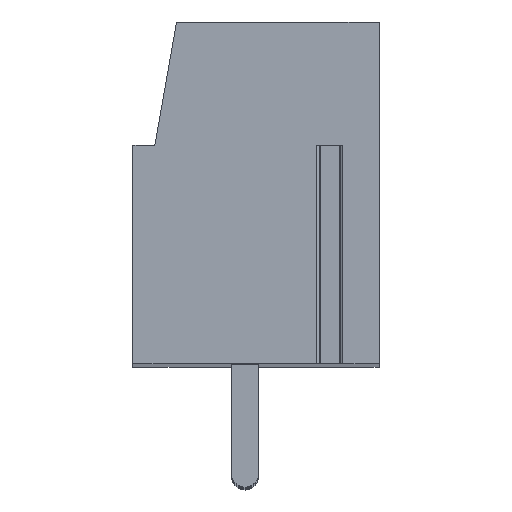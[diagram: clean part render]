
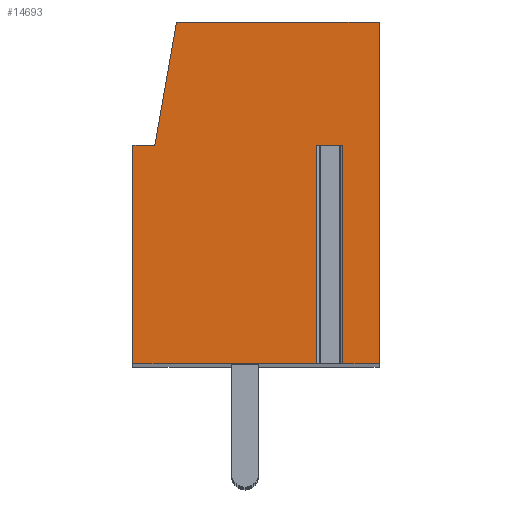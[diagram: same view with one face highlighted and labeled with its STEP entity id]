
A CAD part, top view. The second image highlights one B-rep face of the part: STEP entity #14693.
In plain terms, the highlighted planar face has unit normal (0, 0, 1).
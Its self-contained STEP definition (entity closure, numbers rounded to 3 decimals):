
#373=DIRECTION('',(-1.,0.,0.));
#374=VECTOR('',#373,0.958);
#375=CARTESIAN_POINT('',(3.179,1.75,62.5));
#376=LINE('',#375,#374);
#377=DIRECTION('',(0.,-1.,0.));
#378=VECTOR('',#377,8.);
#379=CARTESIAN_POINT('',(2.221,1.75,62.5));
#380=LINE('',#379,#378);
#381=DIRECTION('',(1.,0.,0.));
#382=VECTOR('',#381,6.721);
#383=CARTESIAN_POINT('',(-4.5,-6.25,62.5));
#384=LINE('',#383,#382);
#385=DIRECTION('',(0.,-1.,0.));
#386=VECTOR('',#385,8.);
#387=CARTESIAN_POINT('',(-4.5,1.75,62.5));
#388=LINE('',#387,#386);
#389=DIRECTION('',(-1.,0.,0.));
#390=VECTOR('',#389,0.8);
#391=CARTESIAN_POINT('',(-3.7,1.75,62.5));
#392=LINE('',#391,#390);
#393=DIRECTION('',(-0.174,-0.985,0.));
#394=VECTOR('',#393,4.569);
#395=CARTESIAN_POINT('',(-2.907,6.25,62.5));
#396=LINE('',#395,#394);
#397=DIRECTION('',(-1.,0.,0.));
#398=VECTOR('',#397,7.407);
#399=CARTESIAN_POINT('',(4.5,6.25,62.5));
#400=LINE('',#399,#398);
#401=DIRECTION('',(0.,1.,0.));
#402=VECTOR('',#401,12.5);
#403=CARTESIAN_POINT('',(4.5,-6.25,62.5));
#404=LINE('',#403,#402);
#405=DIRECTION('',(1.,0.,0.));
#406=VECTOR('',#405,1.321);
#407=CARTESIAN_POINT('',(3.179,-6.25,62.5));
#408=LINE('',#407,#406);
#409=DIRECTION('',(0.,-1.,0.));
#410=VECTOR('',#409,8.);
#411=CARTESIAN_POINT('',(3.179,1.75,62.5));
#412=LINE('',#411,#410);
#11264=CARTESIAN_POINT('',(4.5,-6.25,62.5));
#11265=CARTESIAN_POINT('',(4.5,6.25,62.5));
#11266=VERTEX_POINT('',#11264);
#11267=VERTEX_POINT('',#11265);
#11268=CARTESIAN_POINT('',(-2.907,6.25,62.5));
#11269=VERTEX_POINT('',#11268);
#11270=CARTESIAN_POINT('',(-3.7,1.75,62.5));
#11271=VERTEX_POINT('',#11270);
#11272=CARTESIAN_POINT('',(-4.5,1.75,62.5));
#11273=VERTEX_POINT('',#11272);
#11274=CARTESIAN_POINT('',(-4.5,-6.25,62.5));
#11275=VERTEX_POINT('',#11274);
#11320=CARTESIAN_POINT('',(3.179,1.75,62.5));
#11321=CARTESIAN_POINT('',(2.221,1.75,62.5));
#11322=VERTEX_POINT('',#11320);
#11323=VERTEX_POINT('',#11321);
#11324=CARTESIAN_POINT('',(3.179,-6.25,62.5));
#11325=VERTEX_POINT('',#11324);
#11326=CARTESIAN_POINT('',(2.221,-6.25,62.5));
#11327=VERTEX_POINT('',#11326);
#14669=CARTESIAN_POINT('',(0.,0.,62.5));
#14670=DIRECTION('',(0.,0.,1.));
#14671=DIRECTION('',(1.,0.,0.));
#14672=AXIS2_PLACEMENT_3D('',#14669,#14670,#14671);
#14673=PLANE('',#14672);
#14675=ORIENTED_EDGE('',*,*,#14674,.T.);
#14676=ORIENTED_EDGE('',*,*,#14660,.T.);
#14677=ORIENTED_EDGE('',*,*,#14471,.F.);
#14679=ORIENTED_EDGE('',*,*,#14678,.F.);
#14681=ORIENTED_EDGE('',*,*,#14680,.F.);
#14683=ORIENTED_EDGE('',*,*,#14682,.F.);
#14685=ORIENTED_EDGE('',*,*,#14684,.F.);
#14687=ORIENTED_EDGE('',*,*,#14686,.F.);
#14688=ORIENTED_EDGE('',*,*,#14450,.F.);
#14690=ORIENTED_EDGE('',*,*,#14689,.F.);
#14691=EDGE_LOOP('',(#14675,#14676,#14677,#14679,#14681,#14683,#14685,#14687,
#14688,#14690));
#14692=FACE_OUTER_BOUND('',#14691,.F.);
#14450=EDGE_CURVE('',#11325,#11266,#408,.T.);
#14471=EDGE_CURVE('',#11275,#11327,#384,.T.);
#14660=EDGE_CURVE('',#11323,#11327,#380,.T.);
#14674=EDGE_CURVE('',#11322,#11323,#376,.T.);
#14678=EDGE_CURVE('',#11273,#11275,#388,.T.);
#14680=EDGE_CURVE('',#11271,#11273,#392,.T.);
#14682=EDGE_CURVE('',#11269,#11271,#396,.T.);
#14684=EDGE_CURVE('',#11267,#11269,#400,.T.);
#14686=EDGE_CURVE('',#11266,#11267,#404,.T.);
#14689=EDGE_CURVE('',#11322,#11325,#412,.T.);
#14693=ADVANCED_FACE('',(#14692),#14673,.T.);
